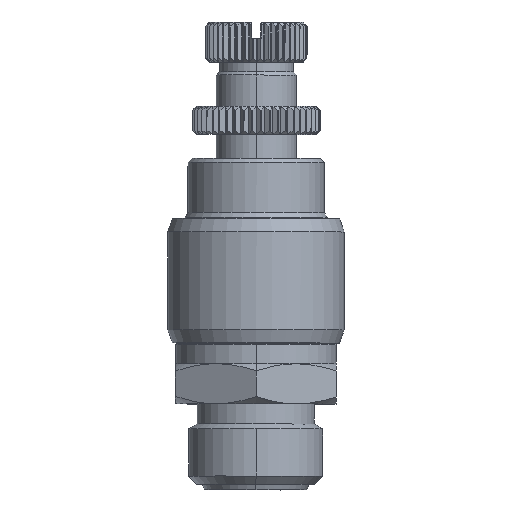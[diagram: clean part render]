
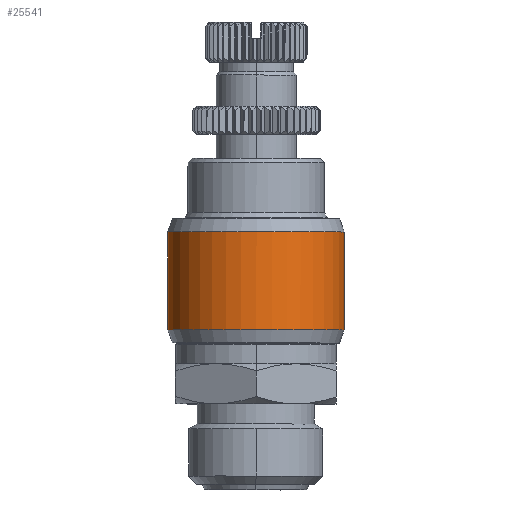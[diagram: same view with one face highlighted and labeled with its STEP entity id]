
A CAD part, left-side view. The second image highlights one B-rep face of the part: STEP entity #25541.
In plain terms, the highlighted cylindrical face has radius 11 mm (diameter 22 mm), a partial arc.
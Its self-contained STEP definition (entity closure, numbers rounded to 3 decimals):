
#2276 = ORIENTED_EDGE ( 'NONE', *, *, #6032, .F. ) ;
#2687 = VECTOR ( 'NONE', #24938, 1000. ) ;
#3437 = CARTESIAN_POINT ( 'NONE',  ( 5., -11., -5.552 ) ) ;
#4082 = AXIS2_PLACEMENT_3D ( 'NONE', #13689, #10982, #29545 ) ;
#6032 = EDGE_CURVE ( 'NONE', #28950, #6070, #11667, .T. ) ;
#6070 = VERTEX_POINT ( 'NONE', #25870 ) ;
#6624 = VECTOR ( 'NONE', #12055, 1000. ) ;
#9981 = DIRECTION ( 'NONE',  ( 0., 0., 1. ) ) ;
#10297 = ORIENTED_EDGE ( 'NONE', *, *, #14023, .T. ) ;
#10982 = DIRECTION ( 'NONE',  ( 0., 0., -1. ) ) ;
#11017 = CARTESIAN_POINT ( 'NONE',  ( 5., 0., -5.552 ) ) ;
#11667 = LINE ( 'NONE', #19301, #6624 ) ;
#12055 = DIRECTION ( 'NONE',  ( 0., 0., 1. ) ) ;
#12127 = EDGE_CURVE ( 'NONE', #21806, #17946, #17057, .T. ) ;
#13403 = ORIENTED_EDGE ( 'NONE', *, *, #21420, .T. ) ;
#13689 = CARTESIAN_POINT ( 'NONE',  ( 5., 0., 6.652 ) ) ;
#14023 = EDGE_CURVE ( 'NONE', #17946, #6070, #25634, .T. ) ;
#16996 = EDGE_LOOP ( 'NONE', ( #13403, #20210, #10297, #2276 ) ) ;
#17057 = LINE ( 'NONE', #17943, #2687 ) ;
#17943 = CARTESIAN_POINT ( 'NONE',  ( 5., 11., 0.55 ) ) ;
#17946 = VERTEX_POINT ( 'NONE', #20655 ) ;
#17956 = DIRECTION ( 'NONE',  ( 0., 0., 1. ) ) ;
#19301 = CARTESIAN_POINT ( 'NONE',  ( 5., -11., 0.55 ) ) ;
#20210 = ORIENTED_EDGE ( 'NONE', *, *, #12127, .T. ) ;
#20266 = CIRCLE ( 'NONE', #26358, 11. ) ;
#20655 = CARTESIAN_POINT ( 'NONE',  ( 5., 11., 6.652 ) ) ;
#21420 = EDGE_CURVE ( 'NONE', #28950, #21806, #20266, .T. ) ;
#21806 = VERTEX_POINT ( 'NONE', #29271 ) ;
#22018 = DIRECTION ( 'NONE',  ( 0., -1., 0. ) ) ;
#23825 = CARTESIAN_POINT ( 'NONE',  ( 5., 0., 0.55 ) ) ;
#24938 = DIRECTION ( 'NONE',  ( 0., 0., 1. ) ) ;
#25541 = ADVANCED_FACE ( 'NONE', ( #27619 ), #27251, .T. ) ;
#25634 = CIRCLE ( 'NONE', #4082, 11. ) ;
#25870 = CARTESIAN_POINT ( 'NONE',  ( 5., -11., 6.652 ) ) ;
#26358 = AXIS2_PLACEMENT_3D ( 'NONE', #11017, #17956, #27178 ) ;
#27178 = DIRECTION ( 'NONE',  ( 0., -1., 0. ) ) ;
#27251 = CYLINDRICAL_SURFACE ( 'NONE', #28833, 11. ) ;
#27619 = FACE_OUTER_BOUND ( 'NONE', #16996, .T. ) ;
#28833 = AXIS2_PLACEMENT_3D ( 'NONE', #23825, #9981, #22018 ) ;
#28950 = VERTEX_POINT ( 'NONE', #3437 ) ;
#29271 = CARTESIAN_POINT ( 'NONE',  ( 5., 11., -5.552 ) ) ;
#29545 = DIRECTION ( 'NONE',  ( 0., -1., 0. ) ) ;
